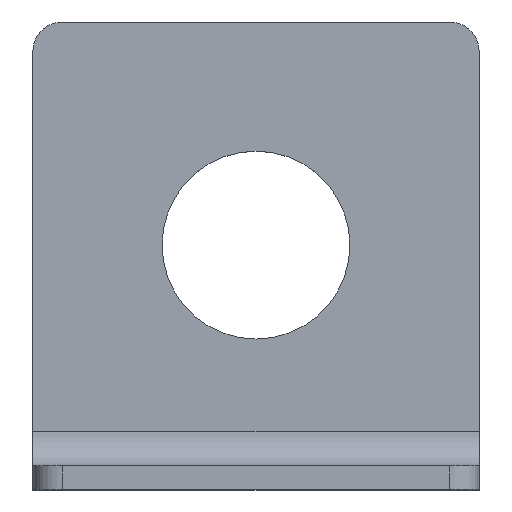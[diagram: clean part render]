
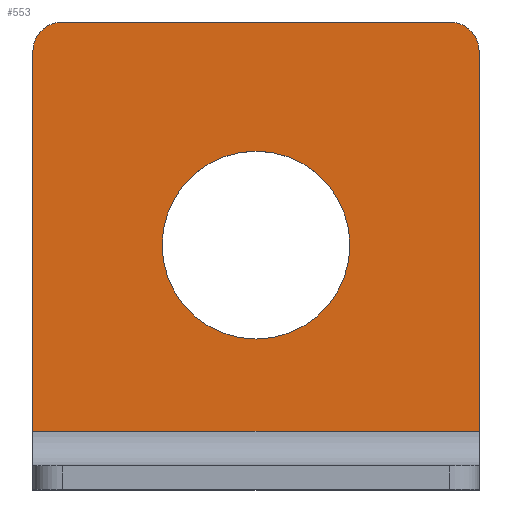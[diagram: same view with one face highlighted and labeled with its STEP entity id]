
A CAD part, top view. The second image highlights one B-rep face of the part: STEP entity #553.
In plain terms, the highlighted planar face has unit normal (0, 0, 1).
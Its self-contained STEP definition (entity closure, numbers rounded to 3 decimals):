
#29 = LINE ( 'NONE', #589, #345 ) ;
#32 = DIRECTION ( 'NONE',  ( 0., -1., 0. ) ) ;
#47 = EDGE_CURVE ( 'NONE', #1168, #781, #1088, .T. ) ;
#48 = EDGE_CURVE ( 'NONE', #781, #603, #341, .T. ) ;
#96 = ORIENTED_EDGE ( 'NONE', *, *, #1025, .F. ) ;
#112 = AXIS2_PLACEMENT_3D ( 'NONE', #786, #121, #32 ) ;
#121 = DIRECTION ( 'NONE',  ( 0., 0., 1. ) ) ;
#142 = CIRCLE ( 'NONE', #654, 2.5 ) ;
#149 = DIRECTION ( 'NONE',  ( 1., 0., 0. ) ) ;
#178 = DIRECTION ( 'NONE',  ( 0., 1., 0. ) ) ;
#184 = CARTESIAN_POINT ( 'NONE',  ( -16.5, 35.358, -17.358 ) ) ;
#186 = ORIENTED_EDGE ( 'NONE', *, *, #48, .T. ) ;
#213 = DIRECTION ( 'NONE',  ( 0., -1., 0. ) ) ;
#259 = CARTESIAN_POINT ( 'NONE',  ( -19., 35.358, -17.358 ) ) ;
#267 = CARTESIAN_POINT ( 'NONE',  ( -16.5, 37.858, -17.358 ) ) ;
#275 = ORIENTED_EDGE ( 'NONE', *, *, #1112, .T. ) ;
#289 = DIRECTION ( 'NONE',  ( 0., 1., 0. ) ) ;
#304 = EDGE_CURVE ( 'NONE', #1076, #572, #642, .T. ) ;
#321 = CIRCLE ( 'NONE', #1153, 8. ) ;
#324 = CARTESIAN_POINT ( 'NONE',  ( -19., 3., -17.358 ) ) ;
#341 = LINE ( 'NONE', #1092, #1189 ) ;
#345 = VECTOR ( 'NONE', #498, 1000. ) ;
#369 = AXIS2_PLACEMENT_3D ( 'NONE', #520, #1007, #1086 ) ;
#415 = ORIENTED_EDGE ( 'NONE', *, *, #47, .T. ) ;
#416 = ORIENTED_EDGE ( 'NONE', *, *, #304, .F. ) ;
#472 = VERTEX_POINT ( 'NONE', #797 ) ;
#498 = DIRECTION ( 'NONE',  ( 0., 1., 0. ) ) ;
#520 = CARTESIAN_POINT ( 'NONE',  ( 0., -17.642, -17.358 ) ) ;
#553 = ADVANCED_FACE ( 'NONE', ( #628, #995 ), #730, .F. ) ;
#564 = DIRECTION ( 'NONE',  ( 0., 0., 1. ) ) ;
#572 = VERTEX_POINT ( 'NONE', #886 ) ;
#589 = CARTESIAN_POINT ( 'NONE',  ( 19., -35.142, -17.358 ) ) ;
#603 = VERTEX_POINT ( 'NONE', #1108 ) ;
#616 = CIRCLE ( 'NONE', #1061, 2.5 ) ;
#628 = FACE_BOUND ( 'NONE', #1158, .T. ) ;
#642 = CIRCLE ( 'NONE', #112, 8. ) ;
#654 = AXIS2_PLACEMENT_3D ( 'NONE', #184, #564, #289 ) ;
#676 = EDGE_CURVE ( 'NONE', #817, #881, #1039, .T. ) ;
#689 = CARTESIAN_POINT ( 'NONE',  ( 0., 26.858, -17.358 ) ) ;
#698 = ORIENTED_EDGE ( 'NONE', *, *, #890, .T. ) ;
#730 = PLANE ( 'NONE',  #369 ) ;
#731 = DIRECTION ( 'NONE',  ( 0., -1., 0. ) ) ;
#758 = VECTOR ( 'NONE', #1053, 1000. ) ;
#761 = VECTOR ( 'NONE', #731, 1000. ) ;
#781 = VERTEX_POINT ( 'NONE', #324 ) ;
#786 = CARTESIAN_POINT ( 'NONE',  ( 0., 18.858, -17.358 ) ) ;
#797 = CARTESIAN_POINT ( 'NONE',  ( 19., 35.358, -17.358 ) ) ;
#798 = ORIENTED_EDGE ( 'NONE', *, *, #676, .T. ) ;
#816 = CARTESIAN_POINT ( 'NONE',  ( -19., -35.142, -17.358 ) ) ;
#817 = VERTEX_POINT ( 'NONE', #970 ) ;
#837 = DIRECTION ( 'NONE',  ( 0., 0., 1. ) ) ;
#848 = CARTESIAN_POINT ( 'NONE',  ( 0., 18.858, -17.358 ) ) ;
#881 = VERTEX_POINT ( 'NONE', #267 ) ;
#886 = CARTESIAN_POINT ( 'NONE',  ( 0., 10.858, -17.358 ) ) ;
#890 = EDGE_CURVE ( 'NONE', #472, #817, #616, .T. ) ;
#920 = ORIENTED_EDGE ( 'NONE', *, *, #998, .T. ) ;
#923 = CARTESIAN_POINT ( 'NONE',  ( 16.5, 35.358, -17.358 ) ) ;
#964 = CARTESIAN_POINT ( 'NONE',  ( -19., 37.858, -17.358 ) ) ;
#970 = CARTESIAN_POINT ( 'NONE',  ( 16.5, 37.858, -17.358 ) ) ;
#991 = EDGE_LOOP ( 'NONE', ( #415, #186, #275, #698, #798, #920 ) ) ;
#995 = FACE_OUTER_BOUND ( 'NONE', #991, .T. ) ;
#998 = EDGE_CURVE ( 'NONE', #881, #1168, #142, .T. ) ;
#1007 = DIRECTION ( 'NONE',  ( 0., 0., -1. ) ) ;
#1025 = EDGE_CURVE ( 'NONE', #572, #1076, #321, .T. ) ;
#1038 = DIRECTION ( 'NONE',  ( 0., 0., 1. ) ) ;
#1039 = LINE ( 'NONE', #964, #758 ) ;
#1053 = DIRECTION ( 'NONE',  ( -1., 0., 0. ) ) ;
#1061 = AXIS2_PLACEMENT_3D ( 'NONE', #923, #837, #178 ) ;
#1076 = VERTEX_POINT ( 'NONE', #689 ) ;
#1086 = DIRECTION ( 'NONE',  ( 0., 1., 0. ) ) ;
#1088 = LINE ( 'NONE', #816, #761 ) ;
#1092 = CARTESIAN_POINT ( 'NONE',  ( 0., 3., -17.358 ) ) ;
#1108 = CARTESIAN_POINT ( 'NONE',  ( 19., 3., -17.358 ) ) ;
#1112 = EDGE_CURVE ( 'NONE', #603, #472, #29, .T. ) ;
#1153 = AXIS2_PLACEMENT_3D ( 'NONE', #848, #1038, #213 ) ;
#1158 = EDGE_LOOP ( 'NONE', ( #96, #416 ) ) ;
#1168 = VERTEX_POINT ( 'NONE', #259 ) ;
#1189 = VECTOR ( 'NONE', #149, 1000. ) ;
